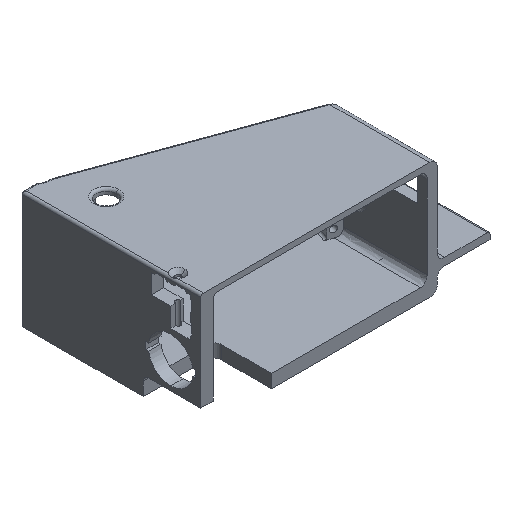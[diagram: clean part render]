
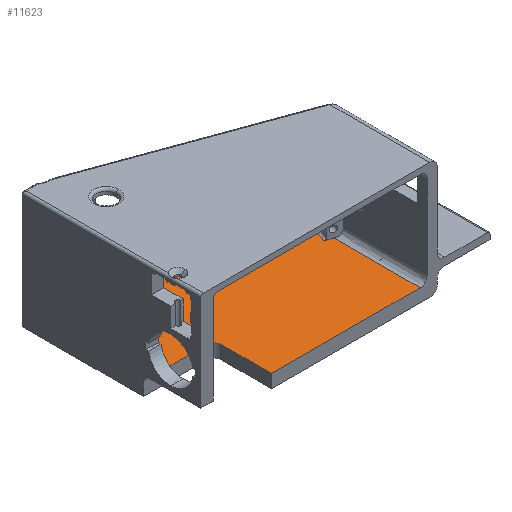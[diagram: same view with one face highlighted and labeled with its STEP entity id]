
A CAD part, isometric view. The second image highlights one B-rep face of the part: STEP entity #11623.
In plain terms, the highlighted planar face has unit normal (0, 0, 1).
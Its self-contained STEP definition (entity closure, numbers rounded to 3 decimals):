
#126 = LINE ( 'NONE', #9196, #7038 ) ;
#174 = PLANE ( 'NONE',  #1113 ) ;
#380 = VECTOR ( 'NONE', #2393, 1000. ) ;
#494 = VERTEX_POINT ( 'NONE', #8900 ) ;
#589 = VERTEX_POINT ( 'NONE', #3342 ) ;
#699 = DIRECTION ( 'NONE',  ( 0., 1., 0. ) ) ;
#875 = ORIENTED_EDGE ( 'NONE', *, *, #13091, .T. ) ;
#1113 = AXIS2_PLACEMENT_3D ( 'NONE', #11769, #12883, #11914 ) ;
#1207 = FACE_OUTER_BOUND ( 'NONE', #1317, .T. ) ;
#1243 = CARTESIAN_POINT ( 'NONE',  ( 20.5, 21.5, 5.35 ) ) ;
#1271 = EDGE_CURVE ( 'NONE', #11585, #4492, #10276, .T. ) ;
#1317 = EDGE_LOOP ( 'NONE', ( #6520, #12194, #13739, #3509, #6393, #5957, #875, #7650, #3188, #12543, #1797, #2026, #8483, #1747, #2634 ) ) ;
#1417 = LINE ( 'NONE', #1493, #380 ) ;
#1418 = CIRCLE ( 'NONE', #11411, 4. ) ;
#1493 = CARTESIAN_POINT ( 'NONE',  ( 83.306, -1.6, 5.35 ) ) ;
#1646 = VERTEX_POINT ( 'NONE', #6984 ) ;
#1747 = ORIENTED_EDGE ( 'NONE', *, *, #2266, .T. ) ;
#1762 = VERTEX_POINT ( 'NONE', #1243 ) ;
#1797 = ORIENTED_EDGE ( 'NONE', *, *, #14198, .F. ) ;
#2026 = ORIENTED_EDGE ( 'NONE', *, *, #1271, .F. ) ;
#2129 = DIRECTION ( 'NONE',  ( -0.94, 0.342, 0. ) ) ;
#2266 = EDGE_CURVE ( 'NONE', #8550, #589, #1418, .T. ) ;
#2393 = DIRECTION ( 'NONE',  ( -1., 0., 0. ) ) ;
#2488 = EDGE_CURVE ( 'NONE', #6608, #10654, #10296, .T. ) ;
#2634 = ORIENTED_EDGE ( 'NONE', *, *, #9456, .T. ) ;
#2722 = EDGE_CURVE ( 'NONE', #1762, #8443, #13860, .T. ) ;
#2782 = AXIS2_PLACEMENT_3D ( 'NONE', #6138, #11847, #9676 ) ;
#2841 = VERTEX_POINT ( 'NONE', #13527 ) ;
#2897 = DIRECTION ( 'NONE',  ( -1., 0., 0. ) ) ;
#3078 = LINE ( 'NONE', #7616, #5388 ) ;
#3095 = CARTESIAN_POINT ( 'NONE',  ( 20.34, 55.883, 5.35 ) ) ;
#3169 = EDGE_CURVE ( 'NONE', #494, #2841, #5860, .T. ) ;
#3188 = ORIENTED_EDGE ( 'NONE', *, *, #6496, .T. ) ;
#3342 = CARTESIAN_POINT ( 'NONE',  ( 14.2, 51.6, 5.35 ) ) ;
#3441 = DIRECTION ( 'NONE',  ( 0.94, -0.342, 0. ) ) ;
#3509 = ORIENTED_EDGE ( 'NONE', *, *, #11637, .F. ) ;
#3841 = DIRECTION ( 'NONE',  ( 0.342, 0.94, 0. ) ) ;
#3854 = EDGE_CURVE ( 'NONE', #6855, #13090, #7785, .T. ) ;
#4482 = CARTESIAN_POINT ( 'NONE',  ( 21.872, 60.093, 5.35 ) ) ;
#4492 = VERTEX_POINT ( 'NONE', #6178 ) ;
#4542 = AXIS2_PLACEMENT_3D ( 'NONE', #8544, #13084, #2897 ) ;
#4977 = CARTESIAN_POINT ( 'NONE',  ( 82.473, 40.324, 5.35 ) ) ;
#5049 = DIRECTION ( 'NONE',  ( -0.94, 0.342, 0. ) ) ;
#5297 = EDGE_CURVE ( 'NONE', #8550, #11585, #6000, .T. ) ;
#5388 = VECTOR ( 'NONE', #6503, 1000. ) ;
#5435 = CARTESIAN_POINT ( 'NONE',  ( 2., 21.5, 5.35 ) ) ;
#5561 = VECTOR ( 'NONE', #3841, 1000. ) ;
#5568 = CARTESIAN_POINT ( 'NONE',  ( 23.5, 0., 5.35 ) ) ;
#5762 = CARTESIAN_POINT ( 'NONE',  ( 12.482, 63.51, 5.35 ) ) ;
#5860 = LINE ( 'NONE', #5568, #9510 ) ;
#5957 = ORIENTED_EDGE ( 'NONE', *, *, #14030, .F. ) ;
#6000 = LINE ( 'NONE', #12820, #5561 ) ;
#6064 = DIRECTION ( 'NONE',  ( -1., 0., 0. ) ) ;
#6138 = CARTESIAN_POINT ( 'NONE',  ( 20.5, 18.5, 5.35 ) ) ;
#6178 = CARTESIAN_POINT ( 'NONE',  ( 15.583, 62.382, 5.35 ) ) ;
#6393 = ORIENTED_EDGE ( 'NONE', *, *, #3169, .T. ) ;
#6424 = VECTOR ( 'NONE', #12300, 1000. ) ;
#6496 = EDGE_CURVE ( 'NONE', #13090, #11009, #12809, .T. ) ;
#6503 = DIRECTION ( 'NONE',  ( 0., -1., 0. ) ) ;
#6520 = ORIENTED_EDGE ( 'NONE', *, *, #2488, .F. ) ;
#6608 = VERTEX_POINT ( 'NONE', #8285 ) ;
#6855 = VERTEX_POINT ( 'NONE', #10424 ) ;
#6935 = VECTOR ( 'NONE', #3441, 1000. ) ;
#6984 = CARTESIAN_POINT ( 'NONE',  ( 16.318, 64.402, 5.35 ) ) ;
#7038 = VECTOR ( 'NONE', #5049, 1000. ) ;
#7101 = CARTESIAN_POINT ( 'NONE',  ( 80.205, 34.093, 5.35 ) ) ;
#7139 = CARTESIAN_POINT ( 'NONE',  ( 80.205, 34.093, 5.35 ) ) ;
#7616 = CARTESIAN_POINT ( 'NONE',  ( 2., 21.5, 5.35 ) ) ;
#7650 = ORIENTED_EDGE ( 'NONE', *, *, #3854, .T. ) ;
#7785 = LINE ( 'NONE', #3095, #8719 ) ;
#7851 = VECTOR ( 'NONE', #6064, 1000. ) ;
#8134 = CARTESIAN_POINT ( 'NONE',  ( 0., 21.5, 5.35 ) ) ;
#8285 = CARTESIAN_POINT ( 'NONE',  ( 2., 34.713, 5.35 ) ) ;
#8443 = VERTEX_POINT ( 'NONE', #5435 ) ;
#8466 = CARTESIAN_POINT ( 'NONE',  ( 7.188, 48.967, 5.35 ) ) ;
#8483 = ORIENTED_EDGE ( 'NONE', *, *, #5297, .F. ) ;
#8544 = CARTESIAN_POINT ( 'NONE',  ( 10.2, 51.6, 5.35 ) ) ;
#8550 = VERTEX_POINT ( 'NONE', #10404 ) ;
#8719 = VECTOR ( 'NONE', #2129, 1000. ) ;
#8900 = CARTESIAN_POINT ( 'NONE',  ( 23.5, 18.5, 5.35 ) ) ;
#9035 = CIRCLE ( 'NONE', #4542, 4. ) ;
#9196 = CARTESIAN_POINT ( 'NONE',  ( 22.607, 62.113, 5.35 ) ) ;
#9456 = EDGE_CURVE ( 'NONE', #589, #10654, #9035, .T. ) ;
#9510 = VECTOR ( 'NONE', #12467, 1000. ) ;
#9520 = VERTEX_POINT ( 'NONE', #13604 ) ;
#9676 = DIRECTION ( 'NONE',  ( -1., 0., 0. ) ) ;
#10276 = LINE ( 'NONE', #4482, #6935 ) ;
#10296 = LINE ( 'NONE', #13493, #6424 ) ;
#10404 = CARTESIAN_POINT ( 'NONE',  ( 9.585, 55.552, 5.35 ) ) ;
#10424 = CARTESIAN_POINT ( 'NONE',  ( 83.306, 32.965, 5.35 ) ) ;
#10527 = VECTOR ( 'NONE', #13997, 1000. ) ;
#10654 = VERTEX_POINT ( 'NONE', #8466 ) ;
#10921 = EDGE_CURVE ( 'NONE', #11009, #1646, #126, .T. ) ;
#10968 = CARTESIAN_POINT ( 'NONE',  ( 83.306, -19.035, 5.35 ) ) ;
#11009 = VERTEX_POINT ( 'NONE', #4977 ) ;
#11041 = DIRECTION ( 'NONE',  ( 0., 0., -1. ) ) ;
#11411 = AXIS2_PLACEMENT_3D ( 'NONE', #12148, #11041, #14460 ) ;
#11453 = EDGE_CURVE ( 'NONE', #6608, #8443, #3078, .T. ) ;
#11585 = VERTEX_POINT ( 'NONE', #5762 ) ;
#11596 = LINE ( 'NONE', #10968, #14179 ) ;
#11623 = ADVANCED_FACE ( 'NONE', ( #1207 ), #174, .F. ) ;
#11627 = DIRECTION ( 'NONE',  ( 0.342, 0.94, 0. ) ) ;
#11637 = EDGE_CURVE ( 'NONE', #494, #1762, #12982, .T. ) ;
#11769 = CARTESIAN_POINT ( 'NONE',  ( 0., 0., 5.35 ) ) ;
#11847 = DIRECTION ( 'NONE',  ( 0., 0., 1. ) ) ;
#11914 = DIRECTION ( 'NONE',  ( -1., 0., 0. ) ) ;
#12148 = CARTESIAN_POINT ( 'NONE',  ( 10.2, 51.6, 5.35 ) ) ;
#12194 = ORIENTED_EDGE ( 'NONE', *, *, #11453, .T. ) ;
#12300 = DIRECTION ( 'NONE',  ( 0.342, 0.94, 0. ) ) ;
#12467 = DIRECTION ( 'NONE',  ( 0., -1., 0. ) ) ;
#12543 = ORIENTED_EDGE ( 'NONE', *, *, #10921, .T. ) ;
#12809 = LINE ( 'NONE', #7101, #14375 ) ;
#12820 = CARTESIAN_POINT ( 'NONE',  ( -9.39, 3.418, 5.35 ) ) ;
#12883 = DIRECTION ( 'NONE',  ( 0., 0., -1. ) ) ;
#12982 = CIRCLE ( 'NONE', #2782, 3. ) ;
#13015 = CARTESIAN_POINT ( 'NONE',  ( 15.583, 62.382, 5.35 ) ) ;
#13084 = DIRECTION ( 'NONE',  ( 0., 0., -1. ) ) ;
#13088 = LINE ( 'NONE', #13015, #10527 ) ;
#13090 = VERTEX_POINT ( 'NONE', #7139 ) ;
#13091 = EDGE_CURVE ( 'NONE', #9520, #6855, #11596, .T. ) ;
#13493 = CARTESIAN_POINT ( 'NONE',  ( -9.39, 3.418, 5.35 ) ) ;
#13527 = CARTESIAN_POINT ( 'NONE',  ( 23.5, -1.6, 5.35 ) ) ;
#13604 = CARTESIAN_POINT ( 'NONE',  ( 83.306, -1.6, 5.35 ) ) ;
#13739 = ORIENTED_EDGE ( 'NONE', *, *, #2722, .F. ) ;
#13860 = LINE ( 'NONE', #8134, #7851 ) ;
#13997 = DIRECTION ( 'NONE',  ( 0.342, 0.94, 0. ) ) ;
#14030 = EDGE_CURVE ( 'NONE', #9520, #2841, #1417, .T. ) ;
#14179 = VECTOR ( 'NONE', #699, 1000. ) ;
#14198 = EDGE_CURVE ( 'NONE', #4492, #1646, #13088, .T. ) ;
#14375 = VECTOR ( 'NONE', #11627, 1000. ) ;
#14460 = DIRECTION ( 'NONE',  ( -1., 0., 0. ) ) ;
